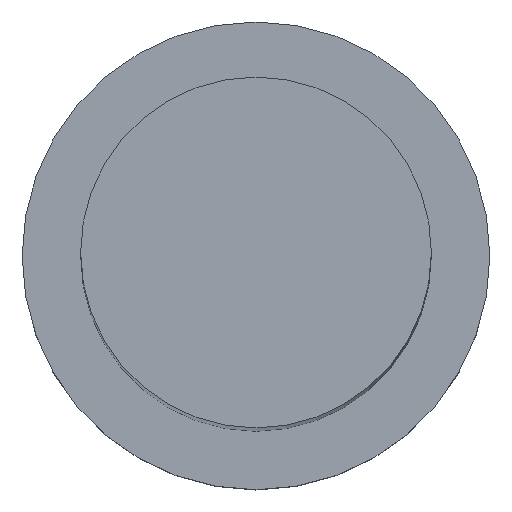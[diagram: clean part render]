
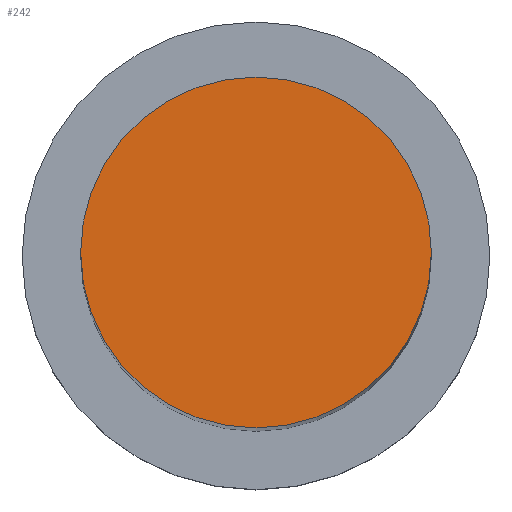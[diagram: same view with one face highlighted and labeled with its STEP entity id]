
A CAD part, top view. The second image highlights one B-rep face of the part: STEP entity #242.
In plain terms, the highlighted planar face has unit normal (0, 0, 1).
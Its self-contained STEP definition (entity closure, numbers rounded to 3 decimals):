
#7 = ORIENTED_EDGE ( 'NONE', *, *, #173, .T. ) ;
#30 = CIRCLE ( 'NONE', #250, 9. ) ;
#52 = FACE_OUTER_BOUND ( 'NONE', #217, .T. ) ;
#59 = CIRCLE ( 'NONE', #64, 9. ) ;
#64 = AXIS2_PLACEMENT_3D ( 'NONE', #91, #248, #227 ) ;
#74 = CARTESIAN_POINT ( 'NONE',  ( 0., 0., 107. ) ) ;
#91 = CARTESIAN_POINT ( 'NONE',  ( 0., 0., 107. ) ) ;
#93 = CARTESIAN_POINT ( 'NONE',  ( 0., 0., 107. ) ) ;
#94 = AXIS2_PLACEMENT_3D ( 'NONE', #74, #165, #222 ) ;
#110 = PLANE ( 'NONE',  #94 ) ;
#111 = DIRECTION ( 'NONE',  ( 1., 0., 0. ) ) ;
#165 = DIRECTION ( 'NONE',  ( 0., 0., 1. ) ) ;
#173 = EDGE_CURVE ( 'NONE', #176, #182, #30, .T. ) ;
#176 = VERTEX_POINT ( 'NONE', #186 ) ;
#182 = VERTEX_POINT ( 'NONE', #207 ) ;
#186 = CARTESIAN_POINT ( 'NONE',  ( -9., 0., 107. ) ) ;
#194 = ORIENTED_EDGE ( 'NONE', *, *, #232, .T. ) ;
#206 = DIRECTION ( 'NONE',  ( 0., 0., 1. ) ) ;
#207 = CARTESIAN_POINT ( 'NONE',  ( 9., 0., 107. ) ) ;
#217 = EDGE_LOOP ( 'NONE', ( #7, #194 ) ) ;
#222 = DIRECTION ( 'NONE',  ( 1., 0., 0. ) ) ;
#227 = DIRECTION ( 'NONE',  ( 1., 0., 0. ) ) ;
#232 = EDGE_CURVE ( 'NONE', #182, #176, #59, .T. ) ;
#242 = ADVANCED_FACE ( 'NONE', ( #52 ), #110, .T. ) ;
#248 = DIRECTION ( 'NONE',  ( 0., 0., 1. ) ) ;
#250 = AXIS2_PLACEMENT_3D ( 'NONE', #93, #206, #111 ) ;
